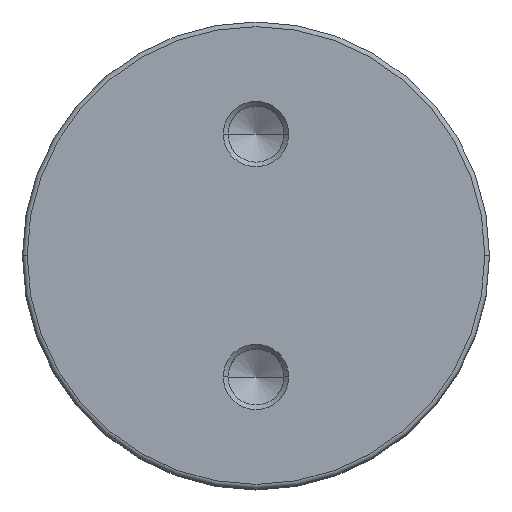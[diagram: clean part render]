
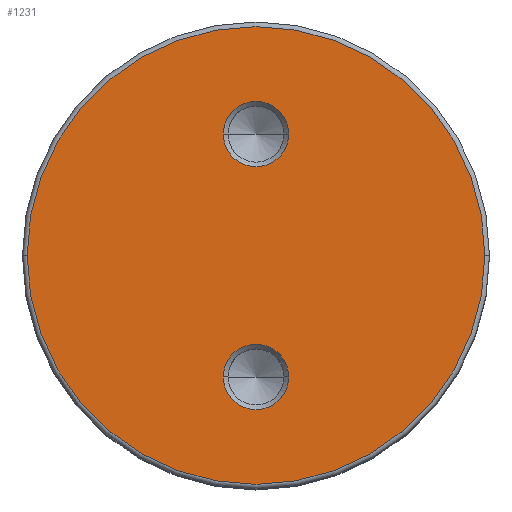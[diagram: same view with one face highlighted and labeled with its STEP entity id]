
A CAD part, top view. The second image highlights one B-rep face of the part: STEP entity #1231.
In plain terms, the highlighted planar face has unit normal (0, 0, 1).
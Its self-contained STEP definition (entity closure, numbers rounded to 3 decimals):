
#23 = DIRECTION ( 'NONE',  ( 0., 0., 1. ) ) ;
#36 = DIRECTION ( 'NONE',  ( 1., 0., 0. ) ) ;
#103 = VERTEX_POINT ( 'NONE', #345 ) ;
#107 = VERTEX_POINT ( 'NONE', #573 ) ;
#135 = VERTEX_POINT ( 'NONE', #441 ) ;
#149 = VERTEX_POINT ( 'NONE', #430 ) ;
#246 = CIRCLE ( 'NONE', #251, 3.5 ) ;
#251 = AXIS2_PLACEMENT_3D ( 'NONE', #1722, #1723, #1724 ) ;
#275 = AXIS2_PLACEMENT_3D ( 'NONE', #1326, #23, #36 ) ;
#282 = CIRCLE ( 'NONE', #275, 3.5 ) ;
#337 = ORIENTED_EDGE ( 'NONE', *, *, #1107, .F. ) ;
#345 = CARTESIAN_POINT ( 'NONE',  ( -3.5, 13., 0. ) ) ;
#384 = ORIENTED_EDGE ( 'NONE', *, *, #1185, .T. ) ;
#388 = ORIENTED_EDGE ( 'NONE', *, *, #1184, .F. ) ;
#390 = ORIENTED_EDGE ( 'NONE', *, *, #1186, .T. ) ;
#430 = CARTESIAN_POINT ( 'NONE',  ( -3.5, -13., 0. ) ) ;
#441 = CARTESIAN_POINT ( 'NONE',  ( 3.5, -13., 0. ) ) ;
#519 = EDGE_LOOP ( 'NONE', ( #1687, #390 ) ) ;
#525 = VERTEX_POINT ( 'NONE', #1349 ) ;
#552 = EDGE_LOOP ( 'NONE', ( #388, #337 ) ) ;
#559 = EDGE_LOOP ( 'NONE', ( #1676, #384 ) ) ;
#573 = CARTESIAN_POINT ( 'NONE',  ( 3.5, 13., 0. ) ) ;
#591 = VERTEX_POINT ( 'NONE', #1328 ) ;
#821 = CARTESIAN_POINT ( 'NONE',  ( 0., 0., 0. ) ) ;
#822 = DIRECTION ( 'NONE',  ( 0., 0., 1. ) ) ;
#823 = DIRECTION ( 'NONE',  ( 1., 0., 0. ) ) ;
#827 = CARTESIAN_POINT ( 'NONE',  ( 0., 13., 0. ) ) ;
#828 = DIRECTION ( 'NONE',  ( 0., 0., 1. ) ) ;
#829 = DIRECTION ( 'NONE',  ( 1., 0., 0. ) ) ;
#830 = CARTESIAN_POINT ( 'NONE',  ( 0., 0., 0. ) ) ;
#831 = DIRECTION ( 'NONE',  ( 0., 0., 1. ) ) ;
#832 = DIRECTION ( 'NONE',  ( 1., 0., 0. ) ) ;
#833 = CARTESIAN_POINT ( 'NONE',  ( 0., -13., 0. ) ) ;
#834 = DIRECTION ( 'NONE',  ( 0., 0., -1. ) ) ;
#835 = DIRECTION ( 'NONE',  ( 1., 0., 0. ) ) ;
#976 = DIRECTION ( 'NONE',  ( 0., 0., -1. ) ) ;
#977 = FACE_BOUND ( 'NONE', #552, .T. ) ;
#979 = CARTESIAN_POINT ( 'NONE',  ( 0., 0., 0. ) ) ;
#981 = FACE_OUTER_BOUND ( 'NONE', #559, .T. ) ;
#982 = FACE_BOUND ( 'NONE', #519, .T. ) ;
#983 = PLANE ( 'NONE',  #1701 ) ;
#985 = DIRECTION ( 'NONE',  ( -1., 0., 0. ) ) ;
#1107 = EDGE_CURVE ( 'NONE', #103, #107, #282, .T. ) ;
#1116 = EDGE_CURVE ( 'NONE', #135, #149, #246, .T. ) ;
#1182 = EDGE_CURVE ( 'NONE', #525, #591, #1314, .T. ) ;
#1184 = EDGE_CURVE ( 'NONE', #107, #103, #1322, .T. ) ;
#1185 = EDGE_CURVE ( 'NONE', #591, #525, #1312, .T. ) ;
#1186 = EDGE_CURVE ( 'NONE', #149, #135, #1321, .T. ) ;
#1231 = ADVANCED_FACE ( 'NONE', ( #977, #981, #982 ), #983, .F. ) ;
#1308 = AXIS2_PLACEMENT_3D ( 'NONE', #830, #831, #832 ) ;
#1311 = AXIS2_PLACEMENT_3D ( 'NONE', #833, #834, #835 ) ;
#1312 = CIRCLE ( 'NONE', #1308, 24.5 ) ;
#1313 = AXIS2_PLACEMENT_3D ( 'NONE', #827, #828, #829 ) ;
#1314 = CIRCLE ( 'NONE', #1315, 24.5 ) ;
#1315 = AXIS2_PLACEMENT_3D ( 'NONE', #821, #822, #823 ) ;
#1321 = CIRCLE ( 'NONE', #1311, 3.5 ) ;
#1322 = CIRCLE ( 'NONE', #1313, 3.5 ) ;
#1326 = CARTESIAN_POINT ( 'NONE',  ( 0., 13., 0. ) ) ;
#1328 = CARTESIAN_POINT ( 'NONE',  ( -24.5, 0., 0. ) ) ;
#1349 = CARTESIAN_POINT ( 'NONE',  ( 24.5, 0., 0. ) ) ;
#1676 = ORIENTED_EDGE ( 'NONE', *, *, #1182, .T. ) ;
#1687 = ORIENTED_EDGE ( 'NONE', *, *, #1116, .T. ) ;
#1701 = AXIS2_PLACEMENT_3D ( 'NONE', #979, #976, #985 ) ;
#1722 = CARTESIAN_POINT ( 'NONE',  ( 0., -13., 0. ) ) ;
#1723 = DIRECTION ( 'NONE',  ( 0., 0., -1. ) ) ;
#1724 = DIRECTION ( 'NONE',  ( 1., 0., 0. ) ) ;
